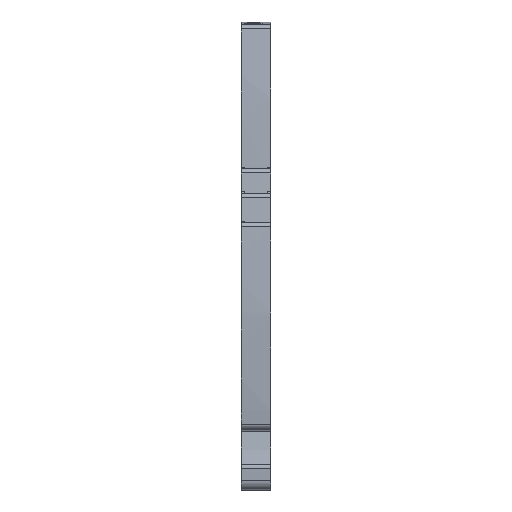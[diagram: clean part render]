
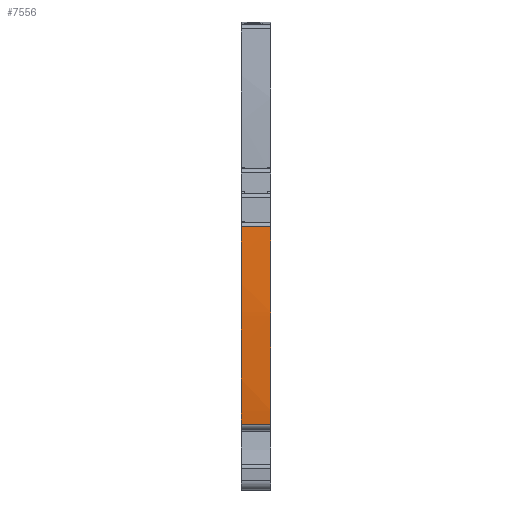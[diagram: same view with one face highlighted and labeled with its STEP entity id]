
A CAD part, front view. The second image highlights one B-rep face of the part: STEP entity #7556.
In plain terms, the highlighted cylindrical face has radius 202 mm (diameter 404 mm), a partial arc.
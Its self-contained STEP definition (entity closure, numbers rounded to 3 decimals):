
#6524=AXIS2_PLACEMENT_3D('Circle Axis2P3D',#6522,#6523,$) ;
#6531=AXIS2_PLACEMENT_3D('Circle Axis2P3D',#6529,#6530,$) ;
#6538=AXIS2_PLACEMENT_3D('Circle Axis2P3D',#6536,#6537,$) ;
#6545=AXIS2_PLACEMENT_3D('Circle Axis2P3D',#6543,#6544,$) ;
#7537=AXIS2_PLACEMENT_3D('Cylinder Axis2P3D',#7534,#7535,#7536) ;
#814=CARTESIAN_POINT('Vertex',(6.1,0.609,53.828)) ;
#818=CARTESIAN_POINT('Control Point',(6.1,0.007,36.45)) ;
#819=CARTESIAN_POINT('Control Point',(6.1,-0.022,39.929)) ;
#820=CARTESIAN_POINT('Control Point',(6.1,0.024,43.408)) ;
#821=CARTESIAN_POINT('Control Point',(6.1,0.144,46.885)) ;
#822=CARTESIAN_POINT('Control Point',(6.1,0.339,50.359)) ;
#823=CARTESIAN_POINT('Control Point',(6.1,0.609,53.828)) ;
#824=CARTESIAN_POINT('Vertex',(6.1,0.007,36.45)) ;
#828=CARTESIAN_POINT('Control Point',(6.1,0.015,35.65)) ;
#829=CARTESIAN_POINT('Control Point',(6.1,0.013,35.81)) ;
#830=CARTESIAN_POINT('Control Point',(6.1,0.012,35.97)) ;
#831=CARTESIAN_POINT('Control Point',(6.1,0.01,36.13)) ;
#832=CARTESIAN_POINT('Control Point',(6.1,0.009,36.29)) ;
#833=CARTESIAN_POINT('Control Point',(6.1,0.007,36.45)) ;
#834=CARTESIAN_POINT('Vertex',(6.1,0.015,35.65)) ;
#838=CARTESIAN_POINT('Control Point',(6.1,1.191,16.25)) ;
#839=CARTESIAN_POINT('Control Point',(6.1,0.769,20.116)) ;
#840=CARTESIAN_POINT('Control Point',(6.1,0.441,23.992)) ;
#841=CARTESIAN_POINT('Control Point',(6.1,0.205,27.875)) ;
#842=CARTESIAN_POINT('Control Point',(6.1,0.064,31.762)) ;
#843=CARTESIAN_POINT('Control Point',(6.1,0.015,35.65)) ;
#844=CARTESIAN_POINT('Vertex',(6.1,1.191,16.25)) ;
#848=CARTESIAN_POINT('Control Point',(6.1,1.531,13.327)) ;
#849=CARTESIAN_POINT('Control Point',(6.1,1.459,13.911)) ;
#850=CARTESIAN_POINT('Control Point',(6.1,1.388,14.496)) ;
#851=CARTESIAN_POINT('Control Point',(6.1,1.32,15.08)) ;
#852=CARTESIAN_POINT('Control Point',(6.1,1.254,15.665)) ;
#853=CARTESIAN_POINT('Control Point',(6.1,1.191,16.25)) ;
#854=CARTESIAN_POINT('Vertex',(6.1,1.531,13.327)) ;
#6519=CARTESIAN_POINT('Vertex',(0.,1.531,13.327)) ;
#6522=CARTESIAN_POINT('Axis2P3D Location',(0.,202.,38.15)) ;
#6526=CARTESIAN_POINT('Vertex',(0.,1.191,16.25)) ;
#6529=CARTESIAN_POINT('Axis2P3D Location',(0.,202.,38.15)) ;
#6533=CARTESIAN_POINT('Vertex',(0.,0.015,35.65)) ;
#6536=CARTESIAN_POINT('Axis2P3D Location',(0.,202.,38.15)) ;
#6540=CARTESIAN_POINT('Vertex',(0.,0.007,36.45)) ;
#6543=CARTESIAN_POINT('Axis2P3D Location',(0.,202.,38.15)) ;
#6547=CARTESIAN_POINT('Vertex',(0.,0.609,53.828)) ;
#7521=CARTESIAN_POINT('Line Origine',(2.39,0.609,53.828)) ;
#7534=CARTESIAN_POINT('Axis2P3D Location',(2.55,202.,38.15)) ;
#7539=CARTESIAN_POINT('Line Origine',(2.55,1.531,13.327)) ;
#6523=DIRECTION('Axis2P3D Direction',(1.,0.,0.)) ;
#6530=DIRECTION('Axis2P3D Direction',(1.,0.,0.)) ;
#6537=DIRECTION('Axis2P3D Direction',(1.,0.,0.)) ;
#6544=DIRECTION('Axis2P3D Direction',(1.,0.,0.)) ;
#7522=DIRECTION('Vector Direction',(1.,0.,0.)) ;
#7535=DIRECTION('Axis2P3D Direction',(1.,0.,0.)) ;
#7536=DIRECTION('Axis2P3D XDirection',(0.,-0.997,0.078)) ;
#7540=DIRECTION('Vector Direction',(1.,0.,0.)) ;
#7523=VECTOR('Line Direction',#7522,1.) ;
#7541=VECTOR('Line Direction',#7540,1.) ;
#7545=ORIENTED_EDGE('',*,*,#6542,.T.) ;
#7546=ORIENTED_EDGE('',*,*,#6535,.T.) ;
#7547=ORIENTED_EDGE('',*,*,#6528,.T.) ;
#7548=ORIENTED_EDGE('',*,*,#7543,.T.) ;
#7549=ORIENTED_EDGE('',*,*,#856,.F.) ;
#7550=ORIENTED_EDGE('',*,*,#846,.F.) ;
#7551=ORIENTED_EDGE('',*,*,#836,.F.) ;
#7552=ORIENTED_EDGE('',*,*,#826,.F.) ;
#7553=ORIENTED_EDGE('',*,*,#7525,.F.) ;
#7554=ORIENTED_EDGE('',*,*,#6549,.T.) ;
#7556=ADVANCED_FACE('KLEMME',(#7555),#7538,.T.) ;
#817=B_SPLINE_CURVE_WITH_KNOTS('',5,(#818,#819,#820,#821,#822,#823),.UNSPECIFIED.,.F.,.U.,(6,6),(0.,17.396),.UNSPECIFIED.) ;
#827=B_SPLINE_CURVE_WITH_KNOTS('',5,(#828,#829,#830,#831,#832,#833),.UNSPECIFIED.,.F.,.U.,(6,6),(0.,0.8),.UNSPECIFIED.) ;
#837=B_SPLINE_CURVE_WITH_KNOTS('',5,(#838,#839,#840,#841,#842,#843),.UNSPECIFIED.,.F.,.U.,(6,6),(0.,19.447),.UNSPECIFIED.) ;
#847=B_SPLINE_CURVE_WITH_KNOTS('',5,(#848,#849,#850,#851,#852,#853),.UNSPECIFIED.,.F.,.U.,(6,6),(0.,2.943),.UNSPECIFIED.) ;
#6525=CIRCLE('generated circle',#6524,202.) ;
#6532=CIRCLE('generated circle',#6531,202.) ;
#6539=CIRCLE('generated circle',#6538,202.) ;
#6546=CIRCLE('generated circle',#6545,202.) ;
#7538=CYLINDRICAL_SURFACE('generated cylinder',#7537,202.) ;
#826=EDGE_CURVE('',#815,#825,#817,.F.) ;
#836=EDGE_CURVE('',#825,#835,#827,.F.) ;
#846=EDGE_CURVE('',#835,#845,#837,.F.) ;
#856=EDGE_CURVE('',#845,#855,#847,.F.) ;
#6528=EDGE_CURVE('',#6527,#6520,#6525,.T.) ;
#6535=EDGE_CURVE('',#6534,#6527,#6532,.T.) ;
#6542=EDGE_CURVE('',#6541,#6534,#6539,.T.) ;
#6549=EDGE_CURVE('',#6548,#6541,#6546,.T.) ;
#7525=EDGE_CURVE('',#6548,#815,#7524,.T.) ;
#7543=EDGE_CURVE('',#6520,#855,#7542,.T.) ;
#7544=EDGE_LOOP('',(#7545,#7546,#7547,#7548,#7549,#7550,#7551,#7552,#7553,#7554)) ;
#7555=FACE_OUTER_BOUND('',#7544,.T.) ;
#7524=LINE('Line',#7521,#7523) ;
#7542=LINE('Line',#7539,#7541) ;
#815=VERTEX_POINT('',#814) ;
#825=VERTEX_POINT('',#824) ;
#835=VERTEX_POINT('',#834) ;
#845=VERTEX_POINT('',#844) ;
#855=VERTEX_POINT('',#854) ;
#6520=VERTEX_POINT('',#6519) ;
#6527=VERTEX_POINT('',#6526) ;
#6534=VERTEX_POINT('',#6533) ;
#6541=VERTEX_POINT('',#6540) ;
#6548=VERTEX_POINT('',#6547) ;
